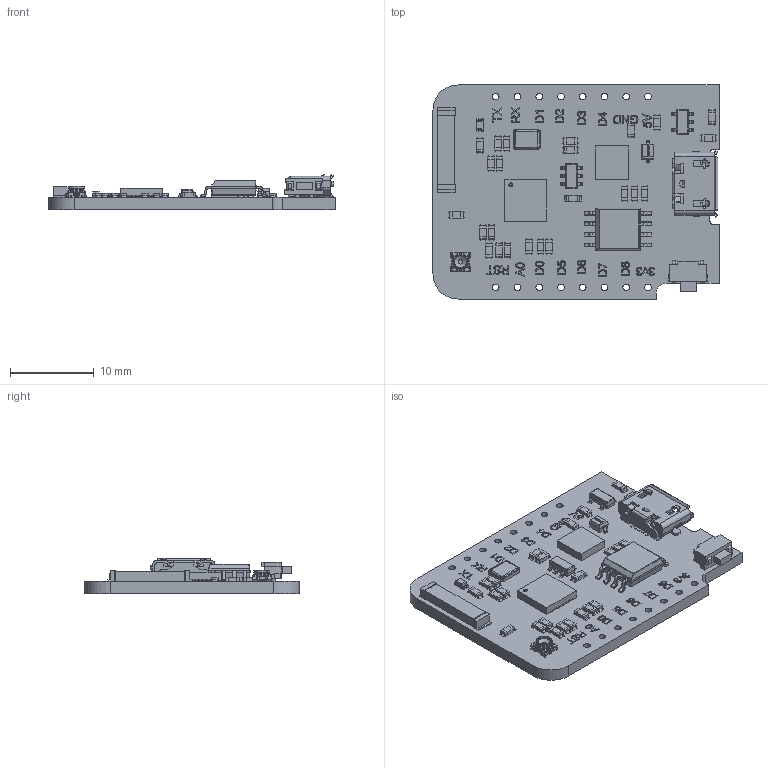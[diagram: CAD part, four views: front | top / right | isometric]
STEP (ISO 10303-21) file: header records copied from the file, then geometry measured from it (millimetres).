
FILE_DESCRIPTION(/* description */ (''),/* implementation_level */ '2;1');
FILE_NAME(/* name */ 'Wemos D1 mini Pro v5.step',/* time_stamp */ '2021-02-07T14:59:39+03:00',/* author */ (''),/* organization */ (''),/* preprocessor_version */ 'ST-DEVELOPER v18.1',/* originating_system */ 'Autodesk Translation Framework v9.7.1.1290',/* authorisation */ '');
FILE_SCHEMA (('AUTOMOTIVE_DESIGN { 1 0 10303 214 3 1 1 }'));
Products named in the file (16): Wemos D1 mini Pro; антена; 1TS003B; Micro USB_input_female (short)-SMT; LED 0603 single color; 2.5x3.2 quartz; SOD-323; SOIC-8-208MIL; Document; QFN-32 V6; TO-236AB; 1; 2; Resistor 0603; Component1; I-PEX MHF SW23 Coax Recepticle
Assembly tree (39 placements, depth 3):
  Wemos D1 mini Pro
    антена
    1TS003B
    Micro USB_input_female (short)-SMT
    LED 0603 single color
    2.5x3.2 quartz
    SOD-323
    SOIC-8-208MIL
      Document
    QFN-32 V6
    TO-236AB
    1
    2
    Resistor 0603  x25
    Component1
    I-PEX MHF SW23 Coax Recepticle
Bounding box: 34.2 x 25.6 x 4.24 mm (x, y, z)
Volume: 1471.9 mm3; surface area: 2959.9 mm2
Topology: 266 solids, 266 shells, 4409 faces, 10730 edges, 6787 vertices
Faces by surface type: plane 2465, bspline 1234, cylinder 598, sphere 86, cone 16, torus 10
Full cylindrical faces by diameter (mm): 0.5 x2, 0.55 x1, 0.8 x16, 1.7 x1, 1.78 x1, 1.92 x2
Entity records: 110549 total; most frequent: CARTESIAN_POINT 36748, ORIENTED_EDGE 16010, DIRECTION 12805, EDGE_CURVE 8005, LINE 5557, VECTOR 5557, VERTEX_POINT 5155, AXIS2_PLACEMENT_3D 3624
